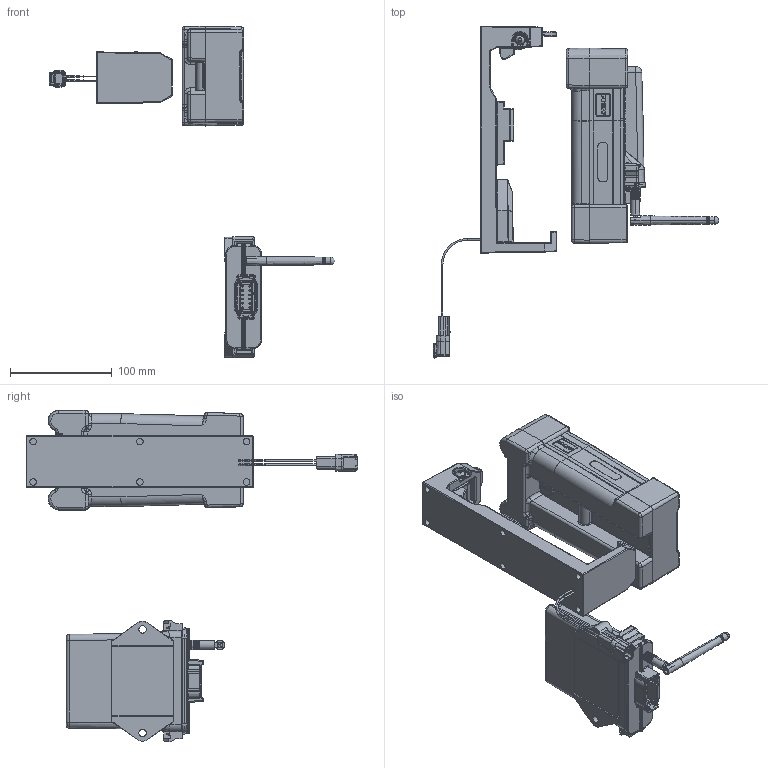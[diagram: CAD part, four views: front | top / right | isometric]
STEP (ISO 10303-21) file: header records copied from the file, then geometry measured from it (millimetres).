
FILE_DESCRIPTION (( 'STEP AP214' ), '1' );
FILE_NAME ('7015X2.STEP', '2019-10-07T14:38:05', ( '' ), ( '' ), 'SwSTEP 2.0', 'SolidWorks 2019', '' );
FILE_SCHEMA (( 'AUTOMOTIVE_DESIGN' ));
Length unit declared in the file: inch
Products named in the file (1): 7015X2
Bounding box: 280.34 x 325.81 x 325.33 mm (x, y, z)
Volume: 1195552.8 mm3; surface area: 315334.1 mm2
Topology: 7 solids, 7 shells, 5181 faces, 12908 edges, 7690 vertices
Faces by surface type: plane 1549, cylinder 1531, bspline 1297, torus 339, cone 276, sphere 189
Entity records: 271592 total; most frequent: CARTESIAN_POINT 136623, ORIENTED_EDGE 25480, DIRECTION 20567, EDGE_CURVE 12740, VERTEX_POINT 7685, AXIS2_PLACEMENT_3D 7466, LINE 5635, VECTOR 5635
